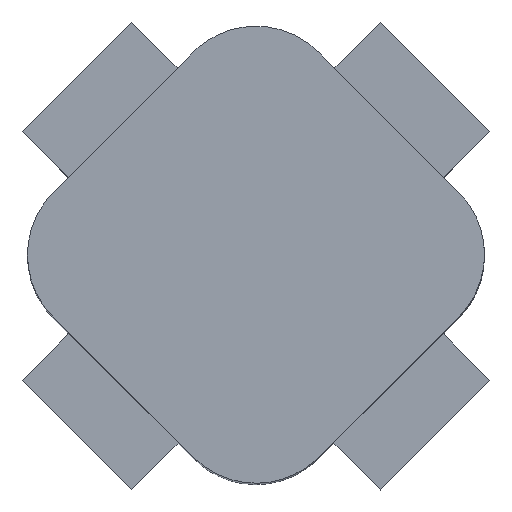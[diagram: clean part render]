
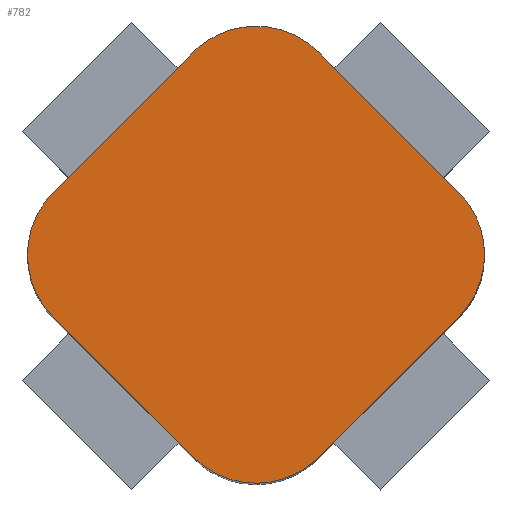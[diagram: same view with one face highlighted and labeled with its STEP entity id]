
A CAD part, top view. The second image highlights one B-rep face of the part: STEP entity #782.
In plain terms, the highlighted free-form (B-spline) face has degree [1, 1] with [2, 2] control points.
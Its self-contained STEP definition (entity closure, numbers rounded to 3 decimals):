
#58=CARTESIAN_POINT('',(-151.404,-46.414,122.5));
#59=VERTEX_POINT('',#58);
#65=CARTESIAN_POINT('',(-154.586,-49.596,122.5));
#66=VERTEX_POINT('',#65);
#67=CARTESIAN_POINT('',(-154.586,-49.596,122.5));
#68=CARTESIAN_POINT('',(-151.404,-46.414,122.5));
#69=B_SPLINE_CURVE_WITH_KNOTS('',1,(#67,#68),.POLYLINE_FORM.,.F.,.U.,(2,2),(0.,1.),.UNSPECIFIED.);
#70=EDGE_CURVE('',#66,#59,#69,.T.);
#122=CARTESIAN_POINT('',(-157.414,-49.596,122.5));
#123=VERTEX_POINT('',#122);
#129=CARTESIAN_POINT('',(-160.596,-46.414,122.5));
#130=VERTEX_POINT('',#129);
#131=CARTESIAN_POINT('',(-160.596,-46.414,122.5));
#132=CARTESIAN_POINT('',(-157.414,-49.596,122.5));
#133=B_SPLINE_CURVE_WITH_KNOTS('',1,(#131,#132),.POLYLINE_FORM.,.F.,.U.,(2,2),(0.,1.),.UNSPECIFIED.);
#134=EDGE_CURVE('',#130,#123,#133,.T.);
#186=CARTESIAN_POINT('',(-160.596,-43.586,122.5));
#187=VERTEX_POINT('',#186);
#193=CARTESIAN_POINT('',(-157.414,-40.404,122.5));
#194=VERTEX_POINT('',#193);
#195=CARTESIAN_POINT('',(-157.414,-40.404,122.5));
#196=CARTESIAN_POINT('',(-160.596,-43.586,122.5));
#197=B_SPLINE_CURVE_WITH_KNOTS('',1,(#195,#196),.POLYLINE_FORM.,.F.,.U.,(2,2),(0.,1.),.UNSPECIFIED.);
#198=EDGE_CURVE('',#194,#187,#197,.T.);
#250=CARTESIAN_POINT('',(-154.586,-40.404,122.5));
#251=VERTEX_POINT('',#250);
#257=CARTESIAN_POINT('',(-151.404,-43.586,122.5));
#258=VERTEX_POINT('',#257);
#259=CARTESIAN_POINT('',(-151.404,-43.586,122.5));
#260=CARTESIAN_POINT('',(-154.586,-40.404,122.5));
#261=B_SPLINE_CURVE_WITH_KNOTS('',1,(#259,#260),.POLYLINE_FORM.,.F.,.U.,(2,2),(0.,1.),.UNSPECIFIED.);
#262=EDGE_CURVE('',#258,#251,#261,.T.);
#300=CARTESIAN_POINT('',(-151.404,-46.414,122.5));
#301=CARTESIAN_POINT('',(-149.99,-45.,122.5));
#302=CARTESIAN_POINT('',(-151.404,-43.586,122.5));
#303=(BOUNDED_CURVE()B_SPLINE_CURVE(2,(#300,#301,#302),.CIRCULAR_ARC.,.F.,.U.)B_SPLINE_CURVE_WITH_KNOTS((3,3),(0.,1.),.UNSPECIFIED.)CURVE()GEOMETRIC_REPRESENTATION_ITEM()RATIONAL_B_SPLINE_CURVE((1.,0.707,1.))REPRESENTATION_ITEM(''));
#304=EDGE_CURVE('',#59,#258,#303,.T.);
#324=CARTESIAN_POINT('',(-157.414,-49.596,122.5));
#325=CARTESIAN_POINT('',(-156.,-51.01,122.5));
#326=CARTESIAN_POINT('',(-154.586,-49.596,122.5));
#327=(BOUNDED_CURVE()B_SPLINE_CURVE(2,(#324,#325,#326),.CIRCULAR_ARC.,.F.,.U.)B_SPLINE_CURVE_WITH_KNOTS((3,3),(0.,1.),.UNSPECIFIED.)CURVE()GEOMETRIC_REPRESENTATION_ITEM()RATIONAL_B_SPLINE_CURVE((1.,0.707,1.))REPRESENTATION_ITEM(''));
#328=EDGE_CURVE('',#123,#66,#327,.T.);
#348=CARTESIAN_POINT('',(-160.596,-43.586,122.5));
#349=CARTESIAN_POINT('',(-162.01,-45.,122.5));
#350=CARTESIAN_POINT('',(-160.596,-46.414,122.5));
#351=(BOUNDED_CURVE()B_SPLINE_CURVE(2,(#348,#349,#350),.CIRCULAR_ARC.,.F.,.U.)B_SPLINE_CURVE_WITH_KNOTS((3,3),(0.,1.),.UNSPECIFIED.)CURVE()GEOMETRIC_REPRESENTATION_ITEM()RATIONAL_B_SPLINE_CURVE((1.,0.707,1.))REPRESENTATION_ITEM(''));
#352=EDGE_CURVE('',#187,#130,#351,.T.);
#373=CARTESIAN_POINT('',(-154.586,-40.404,122.5));
#374=CARTESIAN_POINT('',(-156.,-38.99,122.5));
#375=CARTESIAN_POINT('',(-157.414,-40.404,122.5));
#376=(BOUNDED_CURVE()B_SPLINE_CURVE(2,(#373,#374,#375),.CIRCULAR_ARC.,.F.,.U.)B_SPLINE_CURVE_WITH_KNOTS((3,3),(0.,1.),.UNSPECIFIED.)CURVE()GEOMETRIC_REPRESENTATION_ITEM()RATIONAL_B_SPLINE_CURVE((1.,0.707,1.))REPRESENTATION_ITEM(''));
#377=EDGE_CURVE('',#251,#194,#376,.T.);
#767=CARTESIAN_POINT('',(-149.389,-38.389,122.5));
#768=CARTESIAN_POINT('',(-149.389,-51.611,122.5));
#769=CARTESIAN_POINT('',(-162.611,-38.389,122.5));
#770=CARTESIAN_POINT('',(-162.611,-51.611,122.5));
#771=B_SPLINE_SURFACE_WITH_KNOTS('',1,1,((#767,#768),(#769,#770)),.PLANE_SURF.,.F.,.F.,.U.,(2,2),(2,2),(0.,1.),(0.,1.),.UNSPECIFIED.);
#772=ORIENTED_EDGE('',*,*,#262,.T.);
#773=ORIENTED_EDGE('',*,*,#377,.T.);
#774=ORIENTED_EDGE('',*,*,#198,.T.);
#775=ORIENTED_EDGE('',*,*,#352,.T.);
#776=ORIENTED_EDGE('',*,*,#134,.T.);
#777=ORIENTED_EDGE('',*,*,#328,.T.);
#778=ORIENTED_EDGE('',*,*,#70,.T.);
#779=ORIENTED_EDGE('',*,*,#304,.T.);
#780=EDGE_LOOP('',(#772,#773,#774,#775,#776,#777,#778,#779));
#781=FACE_OUTER_BOUND('',#780,.T.);
#782=ADVANCED_FACE('',(#781),#771,.T.);
